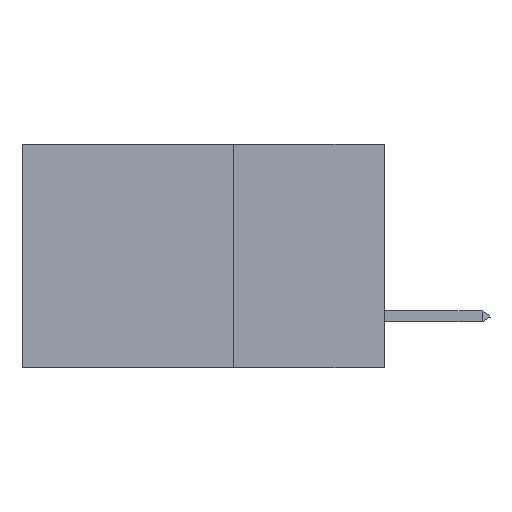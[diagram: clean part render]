
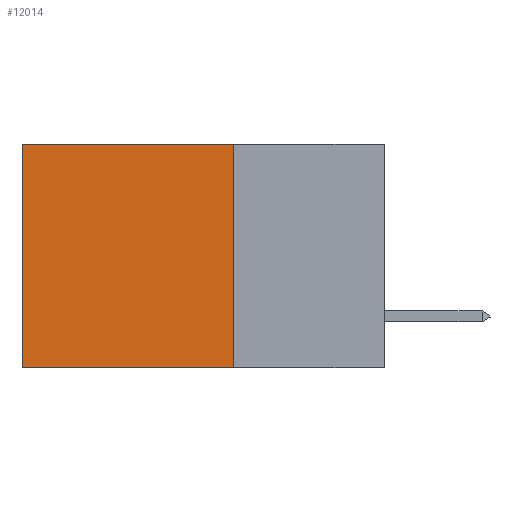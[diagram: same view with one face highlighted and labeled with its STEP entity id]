
A CAD part, left-side view. The second image highlights one B-rep face of the part: STEP entity #12014.
In plain terms, the highlighted planar face has unit normal (-1, 0, 0).
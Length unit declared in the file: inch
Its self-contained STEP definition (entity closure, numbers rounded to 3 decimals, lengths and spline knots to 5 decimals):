
#1131 = CARTESIAN_POINT ( 'NONE',  ( 0.2875, 0.25, 0. ) ) ;
#1459 = DIRECTION ( 'NONE',  ( 0., 0., -1. ) ) ;
#2719 = EDGE_CURVE ( 'NONE', #9249, #7292, #16367, .T. ) ;
#3032 = CARTESIAN_POINT ( 'NONE',  ( 0.2875, 0.25, 0. ) ) ;
#4837 = VERTEX_POINT ( 'NONE', #7732 ) ;
#6908 = DIRECTION ( 'NONE',  ( 0., 0., -1. ) ) ;
#7292 = VERTEX_POINT ( 'NONE', #16183 ) ;
#7578 = CARTESIAN_POINT ( 'NONE',  ( 0.2875, 0.25, 0. ) ) ;
#7732 = CARTESIAN_POINT ( 'NONE',  ( 0.2875, 0.6, 0. ) ) ;
#7914 = DIRECTION ( 'NONE',  ( 0., 1., 0. ) ) ;
#7935 = DIRECTION ( 'NONE',  ( 1., 0., 0. ) ) ;
#8395 = ORIENTED_EDGE ( 'NONE', *, *, #2719, .F. ) ;
#9249 = VERTEX_POINT ( 'NONE', #12801 ) ;
#10069 = EDGE_LOOP ( 'NONE', ( #40387, #8395, #40695, #14981 ) ) ;
#10736 = VECTOR ( 'NONE', #7914, 39.37008 ) ;
#11312 = EDGE_CURVE ( 'NONE', #25824, #4837, #20995, .T. ) ;
#11376 = LINE ( 'NONE', #7578, #20555 ) ;
#12014 = ADVANCED_FACE ( 'NONE', ( #18905 ), #17455, .F. ) ;
#12801 = CARTESIAN_POINT ( 'NONE',  ( 0.2875, 0.25, -0.37 ) ) ;
#14981 = ORIENTED_EDGE ( 'NONE', *, *, #11312, .T. ) ;
#16183 = CARTESIAN_POINT ( 'NONE',  ( 0.2875, 0.6, -0.37 ) ) ;
#16367 = LINE ( 'NONE', #27406, #10736 ) ;
#17122 = DIRECTION ( 'NONE',  ( 0., 1., 0. ) ) ;
#17455 = PLANE ( 'NONE',  #26277 ) ;
#17849 = EDGE_CURVE ( 'NONE', #25824, #9249, #11376, .T. ) ;
#18905 = FACE_OUTER_BOUND ( 'NONE', #10069, .T. ) ;
#19175 = VECTOR ( 'NONE', #6908, 39.37008 ) ;
#20466 = DIRECTION ( 'NONE',  ( 0., 0., -1. ) ) ;
#20555 = VECTOR ( 'NONE', #1459, 39.37008 ) ;
#20995 = LINE ( 'NONE', #29815, #34218 ) ;
#23727 = EDGE_CURVE ( 'NONE', #4837, #7292, #39043, .T. ) ;
#25824 = VERTEX_POINT ( 'NONE', #3032 ) ;
#26277 = AXIS2_PLACEMENT_3D ( 'NONE', #1131, #7935, #20466 ) ;
#27406 = CARTESIAN_POINT ( 'NONE',  ( 0.2875, 0.25, -0.37 ) ) ;
#29815 = CARTESIAN_POINT ( 'NONE',  ( 0.2875, 0.25, 0. ) ) ;
#32922 = CARTESIAN_POINT ( 'NONE',  ( 0.2875, 0.6, 0. ) ) ;
#34218 = VECTOR ( 'NONE', #17122, 39.37008 ) ;
#39043 = LINE ( 'NONE', #32922, #19175 ) ;
#40387 = ORIENTED_EDGE ( 'NONE', *, *, #23727, .T. ) ;
#40695 = ORIENTED_EDGE ( 'NONE', *, *, #17849, .F. ) ;
